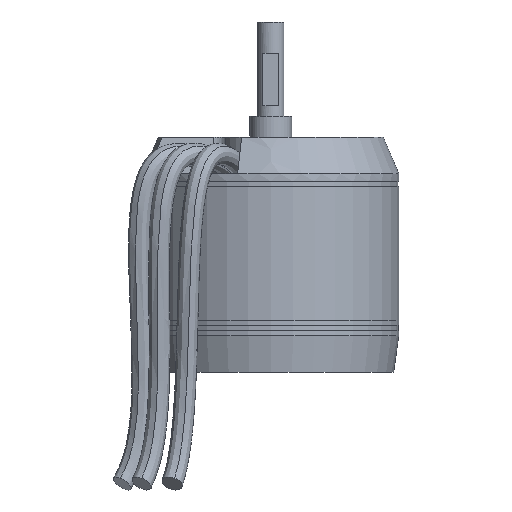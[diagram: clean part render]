
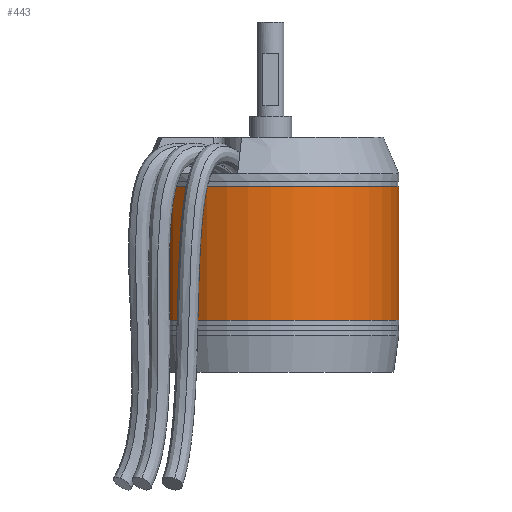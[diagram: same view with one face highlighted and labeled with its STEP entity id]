
A CAD part, front view. The second image highlights one B-rep face of the part: STEP entity #443.
In plain terms, the highlighted cylindrical face has radius 24.5 mm (diameter 49 mm), a partial arc.
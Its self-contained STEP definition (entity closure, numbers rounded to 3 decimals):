
#18 = VERTEX_POINT ( 'NONE', #4417 ) ;
#49 = DIRECTION ( 'NONE',  ( 0., 0., -1. ) ) ;
#443 = ADVANCED_FACE ( 'NONE', ( #2044 ), #8905, .T. ) ;
#2044 = FACE_OUTER_BOUND ( 'NONE', #2602, .T. ) ;
#2425 = CARTESIAN_POINT ( 'NONE',  ( 24.5, 0., -35. ) ) ;
#2602 = EDGE_LOOP ( 'NONE', ( #2696, #3570, #8471, #9900 ) ) ;
#2696 = ORIENTED_EDGE ( 'NONE', *, *, #7421, .F. ) ;
#2788 = AXIS2_PLACEMENT_3D ( 'NONE', #8463, #4478, #9937 ) ;
#2900 = DIRECTION ( 'NONE',  ( 0., 0., 1. ) ) ;
#3039 = AXIS2_PLACEMENT_3D ( 'NONE', #4802, #49, #8855 ) ;
#3095 = AXIS2_PLACEMENT_3D ( 'NONE', #4564, #2900, #5257 ) ;
#3152 = LINE ( 'NONE', #5542, #3898 ) ;
#3177 = VERTEX_POINT ( 'NONE', #8984 ) ;
#3354 = CARTESIAN_POINT ( 'NONE',  ( -24.5, 0., -35. ) ) ;
#3570 = ORIENTED_EDGE ( 'NONE', *, *, #4325, .F. ) ;
#3898 = VECTOR ( 'NONE', #9613, 1000. ) ;
#4128 = CIRCLE ( 'NONE', #3039, 24.5 ) ;
#4325 = EDGE_CURVE ( 'NONE', #4465, #3177, #4128, .T. ) ;
#4417 = CARTESIAN_POINT ( 'NONE',  ( 24.5, 0., -9.5 ) ) ;
#4465 = VERTEX_POINT ( 'NONE', #2425 ) ;
#4478 = DIRECTION ( 'NONE',  ( 0., 0., 1. ) ) ;
#4564 = CARTESIAN_POINT ( 'NONE',  ( 0., 0., -35. ) ) ;
#4624 = CIRCLE ( 'NONE', #2788, 24.5 ) ;
#4802 = CARTESIAN_POINT ( 'NONE',  ( 0., 0., -35. ) ) ;
#4950 = DIRECTION ( 'NONE',  ( 0., 0., 1. ) ) ;
#5257 = DIRECTION ( 'NONE',  ( 1., 0., 0. ) ) ;
#5490 = EDGE_CURVE ( 'NONE', #4465, #18, #3152, .T. ) ;
#5542 = CARTESIAN_POINT ( 'NONE',  ( 24.5, 0., -35. ) ) ;
#5722 = VECTOR ( 'NONE', #4950, 1000. ) ;
#6180 = CARTESIAN_POINT ( 'NONE',  ( -24.5, 0., -9.5 ) ) ;
#7421 = EDGE_CURVE ( 'NONE', #3177, #9794, #10235, .T. ) ;
#8463 = CARTESIAN_POINT ( 'NONE',  ( 0., 0., -9.5 ) ) ;
#8471 = ORIENTED_EDGE ( 'NONE', *, *, #5490, .T. ) ;
#8855 = DIRECTION ( 'NONE',  ( -1., 0., 0. ) ) ;
#8905 = CYLINDRICAL_SURFACE ( 'NONE', #3095, 24.5 ) ;
#8984 = CARTESIAN_POINT ( 'NONE',  ( -24.5, 0., -35. ) ) ;
#9552 = EDGE_CURVE ( 'NONE', #9794, #18, #4624, .T. ) ;
#9613 = DIRECTION ( 'NONE',  ( 0., 0., 1. ) ) ;
#9794 = VERTEX_POINT ( 'NONE', #6180 ) ;
#9900 = ORIENTED_EDGE ( 'NONE', *, *, #9552, .F. ) ;
#9937 = DIRECTION ( 'NONE',  ( 1., 0., 0. ) ) ;
#10235 = LINE ( 'NONE', #3354, #5722 ) ;
